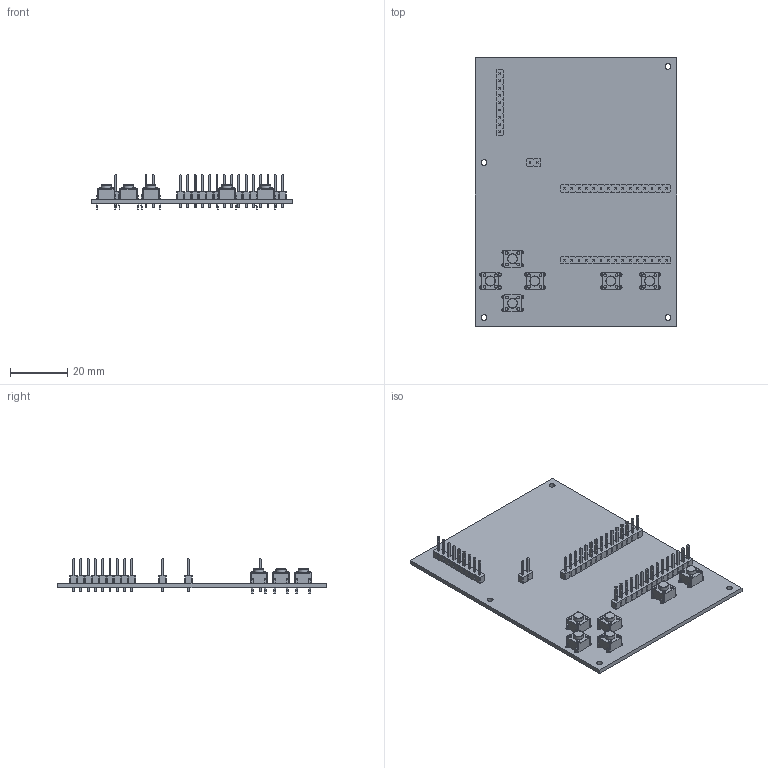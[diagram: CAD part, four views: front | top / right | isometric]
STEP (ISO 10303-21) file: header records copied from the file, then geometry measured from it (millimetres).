
FILE_DESCRIPTION(('KiCad electronic assembly'),'2;1');
FILE_NAME('PocketGamePCB.step','2025-08-30T17:22:12',('Pcbnew'),('Kicad' ),'Open CASCADE STEP processor 7.8','KiCad to STEP converter', 'Unknown');
FILE_SCHEMA(('AUTOMOTIVE_DESIGN { 1 0 10303 214 1 1 1 1 }'));
Length unit declared in the file: millimetre
Products named in the file (6): PocketGamePCB 1; PinHeader_1x15_P2.54mm_Vertical; SW_PUSH_6mm_H5mm; PinHeader_1x09_P2.54mm_Vertical; PinHeader_1x02_P2.54mm_Vertical; PocketGamePCB_PCB
Assembly tree (11 placements, depth 2):
  PocketGamePCB 1
    PinHeader_1x15_P2.54mm_Vertical  x2
    SW_PUSH_6mm_H5mm  x6
    PinHeader_1x09_P2.54mm_Vertical
    PinHeader_1x02_P2.54mm_Vertical
    PocketGamePCB_PCB
Bounding box: 70 x 93.5 x 12.04 mm (x, y, z)
Volume: 11479.2 mm3; surface area: 17125.4 mm2
Topology: 11 solids, 11 shells, 1705 faces, 4283 edges, 2712 vertices
Faces by surface type: plane 1384, cylinder 315, torus 6
Full cylindrical faces by diameter (mm): 1 x65, 1.1 x24, 2 x4, 3.5 x6
Entity records: 29203 total; most frequent: CARTESIAN_POINT 4123, ORIENTED_EDGE 4044, DIRECTION 3896, EDGE_CURVE 2022, LINE 1804, VECTOR 1804, VERTEX_POINT 1273, AXIS2_PLACEMENT_3D 1046
